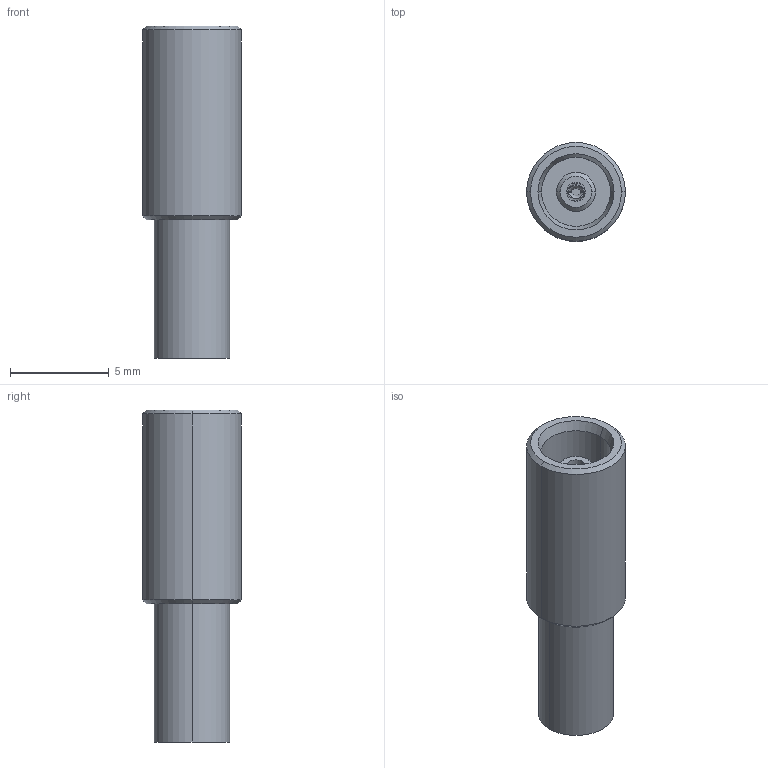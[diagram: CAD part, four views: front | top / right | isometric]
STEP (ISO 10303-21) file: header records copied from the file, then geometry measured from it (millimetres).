
FILE_DESCRIPTION (( 'STEP AP214' ), '1' );
FILE_NAME ('J01271A0011.STEP', '2013-04-25T11:24:23', ( 'Wartung1' ), ( '' ), 'SwSTEP 2.0', 'SolidWorks 2012', '' );
FILE_SCHEMA (( 'AUTOMOTIVE_DESIGN' ));
Length unit declared in the file: millimetre
Products named in the file (1): J01271A0011
Bounding box: 5 x 5 x 16.8 mm (x, y, z)
Volume: 213.5 mm3; surface area: 404.6 mm2
Topology: 1 solids, 1 shells, 54 faces, 114 edges, 72 vertices
Faces by surface type: cylinder 24, plane 16, cone 12, torus 2
Entity records: 2013 total; most frequent: CARTESIAN_POINT 271, DIRECTION 270, ORIENTED_EDGE 228, EDGE_CURVE 114, AXIS2_PLACEMENT_3D 111, VERTEX_POINT 72, EDGE_LOOP 64, CIRCLE 56
